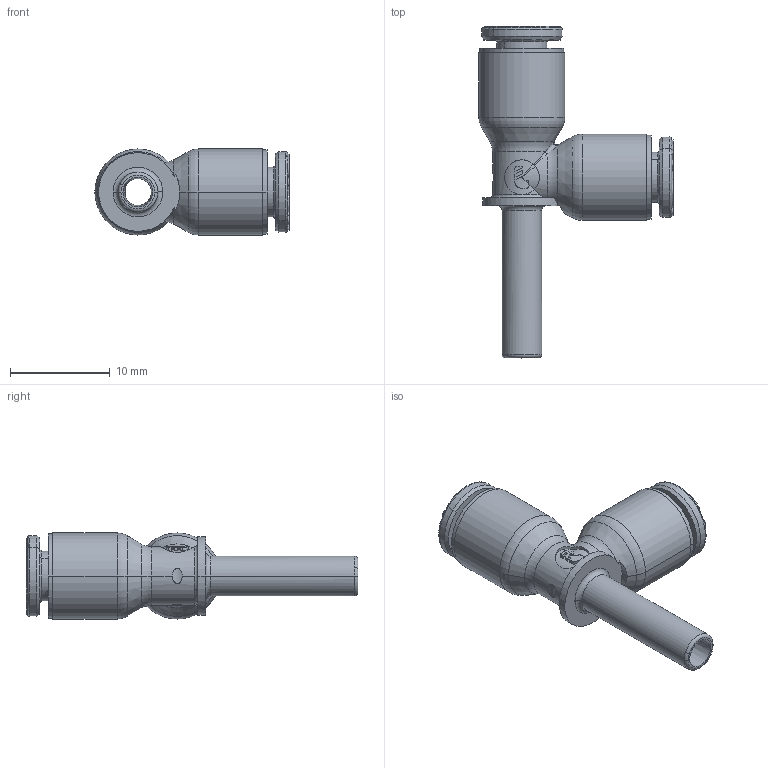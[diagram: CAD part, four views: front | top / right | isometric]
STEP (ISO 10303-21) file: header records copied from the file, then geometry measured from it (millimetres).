
FILE_DESCRIPTION(('STEP AP214'),'1');
FILE_NAME('6883_04_00.stp','2016-07-07T14:49:22',('TraceParts'),('TraceParts S.A.'),'Spatial InterOp 3D',' ',' ');
FILE_SCHEMA(('automotive_design'));
Length unit declared in the file: millimetre
Products named in the file (11): V883-04-00_ASM|Next assembly relationship#44104-64_ASM|Next assembly relationship#44104-26;44104-26; V883-04-00_ASM|Next assembly relationship#44104-64_ASM|Next assembly relationship#44104;44104; V883-04-00_ASM|Next assembly relationship#44104-64_ASM|Next assembly relationship#44104-27;44104-27; V883-04-00_ASM|Next assembly relationship#44104-64_ASM|Next assembly relationship#44124-20;44124-20; V883-04-00_ASM|Next assembly relationship#44524-71;44524-71; V883-04-00_ASM|Next assembly relationship#44104-11-10_ASS;44104-11-10_ASS
Bounding box: 19.52 x 33.34 x 8.65 mm (x, y, z)
Volume: 1047.3 mm3; surface area: 3044.1 mm2
Topology: 11 solids, 11 shells, 1344 faces, 3449 edges, 2152 vertices
Faces by surface type: plane 408, cylinder 252, torus 202, extrusion 198, bspline 140, cone 136, sphere 8
Entity records: 47037 total; most frequent: CARTESIAN_POINT 15768, ORIENTED_EDGE 6882, DIRECTION 5786, EDGE_CURVE 3441, VERTEX_POINT 2152, AXIS2_PLACEMENT_3D 2068, VECTOR 1650, LINE 1452
